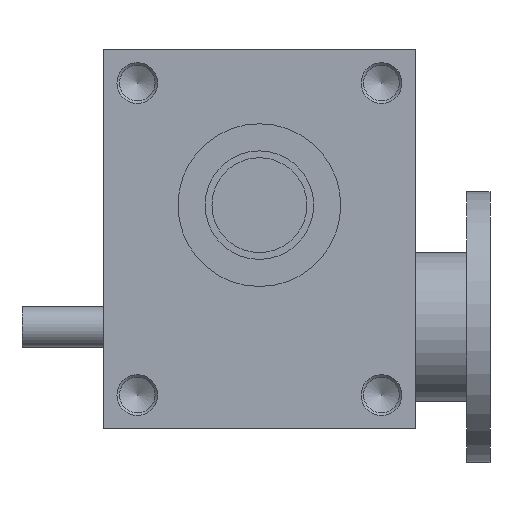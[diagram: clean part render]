
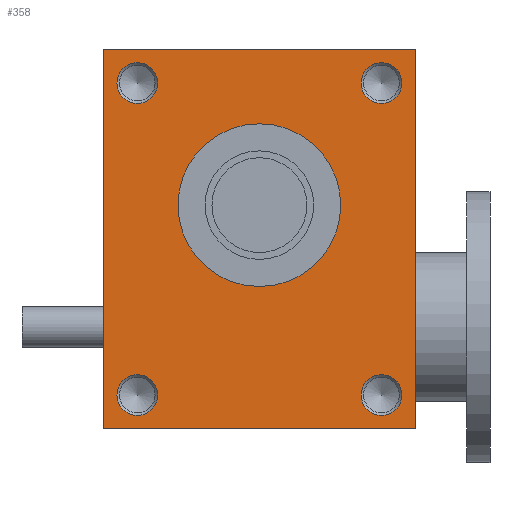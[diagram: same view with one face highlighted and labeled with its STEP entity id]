
A CAD part, front view. The second image highlights one B-rep face of the part: STEP entity #358.
In plain terms, the highlighted planar face has unit normal (0, -1, 0).
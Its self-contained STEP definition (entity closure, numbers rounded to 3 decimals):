
#358 = ADVANCED_FACE( '', ( #842, #843, #844, #845, #846, #847 ), #848, .F. );
#842 = FACE_BOUND( '', #1601, .T. );
#843 = FACE_BOUND( '', #1602, .T. );
#844 = FACE_BOUND( '', #1603, .T. );
#845 = FACE_BOUND( '', #1604, .T. );
#846 = FACE_BOUND( '', #1605, .T. );
#847 = FACE_OUTER_BOUND( '', #1606, .T. );
#848 = PLANE( '', #1607 );
#1601 = EDGE_LOOP( '', ( #2414 ) );
#1602 = EDGE_LOOP( '', ( #2415 ) );
#1603 = EDGE_LOOP( '', ( #2416 ) );
#1604 = EDGE_LOOP( '', ( #2417 ) );
#1605 = EDGE_LOOP( '', ( #2418 ) );
#1606 = EDGE_LOOP( '', ( #2419, #2420, #2421, #2422 ) );
#1607 = AXIS2_PLACEMENT_3D( '', #2423, #2424, #2425 );
#2414 = ORIENTED_EDGE( '', *, *, #4059, .F. );
#2415 = ORIENTED_EDGE( '', *, *, #4020, .F. );
#2416 = ORIENTED_EDGE( '', *, *, #4060, .F. );
#2417 = ORIENTED_EDGE( '', *, *, #4061, .F. );
#2418 = ORIENTED_EDGE( '', *, *, #4062, .T. );
#2419 = ORIENTED_EDGE( '', *, *, #4063, .T. );
#2420 = ORIENTED_EDGE( '', *, *, #4064, .F. );
#2421 = ORIENTED_EDGE( '', *, *, #4065, .F. );
#2422 = ORIENTED_EDGE( '', *, *, #4066, .T. );
#2423 = CARTESIAN_POINT( '', ( -115., -88., 140. ) );
#2424 = DIRECTION( '', ( 0., 1., 0. ) );
#2425 = DIRECTION( '', ( 0., 0., 1. ) );
#4020 = EDGE_CURVE( '', #4687, #4687, #4688, .T. );
#4059 = EDGE_CURVE( '', #4758, #4758, #4759, .T. );
#4060 = EDGE_CURVE( '', #4760, #4760, #4761, .T. );
#4061 = EDGE_CURVE( '', #4762, #4762, #4763, .T. );
#4062 = EDGE_CURVE( '', #4764, #4764, #4765, .T. );
#4063 = EDGE_CURVE( '', #4766, #4767, #4768, .T. );
#4064 = EDGE_CURVE( '', #4769, #4767, #4770, .T. );
#4065 = EDGE_CURVE( '', #4771, #4769, #4772, .T. );
#4066 = EDGE_CURVE( '', #4771, #4766, #4773, .T. );
#4687 = VERTEX_POINT( '', #5644 );
#4688 = CIRCLE( '', #5645, 15. );
#4758 = VERTEX_POINT( '', #5736 );
#4759 = CIRCLE( '', #5737, 15. );
#4760 = VERTEX_POINT( '', #5738 );
#4761 = CIRCLE( '', #5739, 15. );
#4762 = VERTEX_POINT( '', #5740 );
#4763 = CIRCLE( '', #5741, 15. );
#4764 = VERTEX_POINT( '', #5742 );
#4765 = CIRCLE( '', #5743, 60. );
#4766 = VERTEX_POINT( '', #5744 );
#4767 = VERTEX_POINT( '', #5745 );
#4768 = LINE( '', #5746, #5747 );
#4769 = VERTEX_POINT( '', #5748 );
#4770 = LINE( '', #5749, #5750 );
#4771 = VERTEX_POINT( '', #5751 );
#4772 = LINE( '', #5752, #5753 );
#4773 = LINE( '', #5754, #5755 );
#5644 = CARTESIAN_POINT( '', ( -90., -88., 100. ) );
#5645 = AXIS2_PLACEMENT_3D( '', #6873, #6874, #6875 );
#5736 = CARTESIAN_POINT( '', ( -90., -88., -130. ) );
#5737 = AXIS2_PLACEMENT_3D( '', #6930, #6931, #6932 );
#5738 = CARTESIAN_POINT( '', ( 90., -88., 100. ) );
#5739 = AXIS2_PLACEMENT_3D( '', #6933, #6934, #6935 );
#5740 = CARTESIAN_POINT( '', ( 90., -88., -130. ) );
#5741 = AXIS2_PLACEMENT_3D( '', #6936, #6937, #6938 );
#5742 = CARTESIAN_POINT( '', ( 60., -88., 25. ) );
#5743 = AXIS2_PLACEMENT_3D( '', #6939, #6940, #6941 );
#5744 = CARTESIAN_POINT( '', ( -115., -88., -140. ) );
#5745 = CARTESIAN_POINT( '', ( 115., -88., -140. ) );
#5746 = CARTESIAN_POINT( '', ( -115., -88., -140. ) );
#5747 = VECTOR( '', #6942, 1000. );
#5748 = CARTESIAN_POINT( '', ( 115., -88., 140. ) );
#5749 = CARTESIAN_POINT( '', ( 115., -88., 140. ) );
#5750 = VECTOR( '', #6943, 1000. );
#5751 = CARTESIAN_POINT( '', ( -115., -88., 140. ) );
#5752 = CARTESIAN_POINT( '', ( -115., -88., 140. ) );
#5753 = VECTOR( '', #6944, 1000. );
#5754 = CARTESIAN_POINT( '', ( -115., -88., 140. ) );
#5755 = VECTOR( '', #6945, 1000. );
#6873 = CARTESIAN_POINT( '', ( -90., -88., 115. ) );
#6874 = DIRECTION( '', ( 0., -1., 0. ) );
#6875 = DIRECTION( '', ( 0., 0., -1. ) );
#6930 = CARTESIAN_POINT( '', ( -90., -88., -115. ) );
#6931 = DIRECTION( '', ( 0., -1., 0. ) );
#6932 = DIRECTION( '', ( 0., 0., -1. ) );
#6933 = CARTESIAN_POINT( '', ( 90., -88., 115. ) );
#6934 = DIRECTION( '', ( 0., -1., 0. ) );
#6935 = DIRECTION( '', ( 0., 0., -1. ) );
#6936 = CARTESIAN_POINT( '', ( 90., -88., -115. ) );
#6937 = DIRECTION( '', ( 0., -1., 0. ) );
#6938 = DIRECTION( '', ( 0., 0., -1. ) );
#6939 = CARTESIAN_POINT( '', ( 0., -88., 25. ) );
#6940 = DIRECTION( '', ( 0., 1., 0. ) );
#6941 = DIRECTION( '', ( 1., 0., 0. ) );
#6942 = DIRECTION( '', ( 1., 0., 0. ) );
#6943 = DIRECTION( '', ( 0., 0., -1. ) );
#6944 = DIRECTION( '', ( 1., 0., 0. ) );
#6945 = DIRECTION( '', ( 0., 0., -1. ) );
